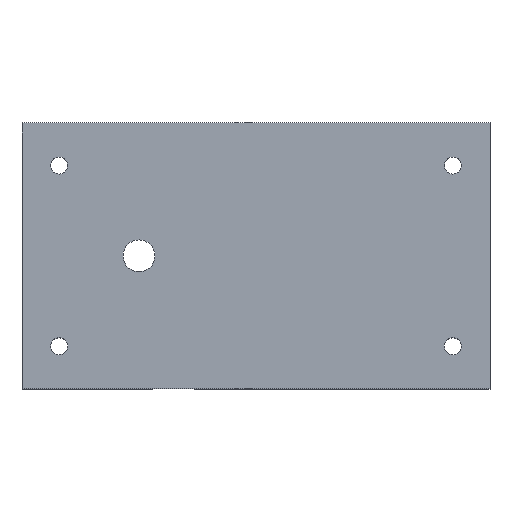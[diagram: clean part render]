
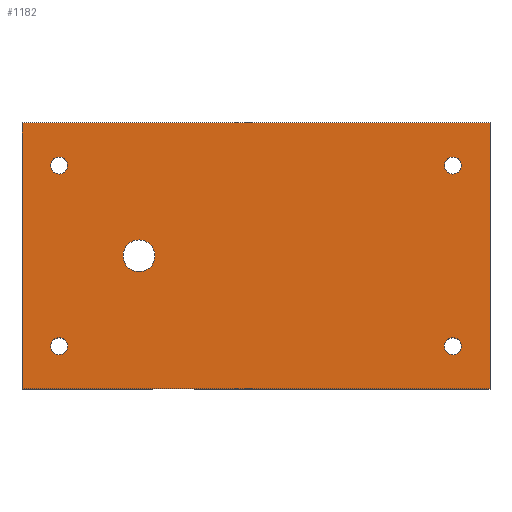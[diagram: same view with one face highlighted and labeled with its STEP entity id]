
A CAD part, top view. The second image highlights one B-rep face of the part: STEP entity #1182.
In plain terms, the highlighted planar face has unit normal (0, 0, 1).
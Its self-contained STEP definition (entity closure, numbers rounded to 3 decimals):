
#959 = VERTEX_POINT('',#960);
#960 = CARTESIAN_POINT('',(-38.6,-17.,3.));
#968 = EDGE_CURVE('',#959,#959,#969,.T.);
#969 = CIRCLE('',#970,1.6);
#970 = AXIS2_PLACEMENT_3D('',#971,#972,#973);
#971 = CARTESIAN_POINT('',(-37.,-17.,3.));
#972 = DIRECTION('',(0.,-0.,1.));
#973 = DIRECTION('',(-1.,0.,0.));
#984 = VERTEX_POINT('',#985);
#985 = CARTESIAN_POINT('',(38.6,-17.,3.));
#993 = EDGE_CURVE('',#984,#984,#994,.T.);
#994 = CIRCLE('',#995,1.6);
#995 = AXIS2_PLACEMENT_3D('',#996,#997,#998);
#996 = CARTESIAN_POINT('',(37.,-17.,3.));
#997 = DIRECTION('',(0.,0.,1.));
#998 = DIRECTION('',(1.,0.,0.));
#1029 = VERTEX_POINT('',#1030);
#1030 = CARTESIAN_POINT('',(-38.6,17.,3.));
#1038 = EDGE_CURVE('',#1029,#1029,#1039,.T.);
#1039 = CIRCLE('',#1040,1.6);
#1040 = AXIS2_PLACEMENT_3D('',#1041,#1042,#1043);
#1041 = CARTESIAN_POINT('',(-37.,17.,3.));
#1042 = DIRECTION('',(0.,0.,1.));
#1043 = DIRECTION('',(-1.,0.,0.));
#1054 = VERTEX_POINT('',#1055);
#1055 = CARTESIAN_POINT('',(38.6,17.,3.));
#1063 = EDGE_CURVE('',#1054,#1054,#1064,.T.);
#1064 = CIRCLE('',#1065,1.6);
#1065 = AXIS2_PLACEMENT_3D('',#1066,#1067,#1068);
#1066 = CARTESIAN_POINT('',(37.,17.,3.));
#1067 = DIRECTION('',(0.,0.,1.));
#1068 = DIRECTION('',(1.,0.,0.));
#1079 = VERTEX_POINT('',#1080);
#1080 = CARTESIAN_POINT('',(-44.,25.,3.));
#1088 = VERTEX_POINT('',#1089);
#1089 = CARTESIAN_POINT('',(-44.,-25.,3.));
#1095 = EDGE_CURVE('',#1079,#1088,#1096,.T.);
#1096 = LINE('',#1097,#1098);
#1097 = CARTESIAN_POINT('',(-44.,25.,3.));
#1098 = VECTOR('',#1099,1.);
#1099 = DIRECTION('',(0.,-1.,0.));
#1110 = VERTEX_POINT('',#1111);
#1111 = CARTESIAN_POINT('',(44.,25.,3.));
#1123 = EDGE_CURVE('',#1110,#1079,#1124,.T.);
#1124 = LINE('',#1125,#1126);
#1125 = CARTESIAN_POINT('',(44.,25.,3.));
#1126 = VECTOR('',#1127,1.);
#1127 = DIRECTION('',(-1.,0.,0.));
#1137 = EDGE_CURVE('',#1088,#1138,#1140,.T.);
#1138 = VERTEX_POINT('',#1139);
#1139 = CARTESIAN_POINT('',(44.,-25.,3.));
#1140 = LINE('',#1141,#1142);
#1141 = CARTESIAN_POINT('',(-44.,-25.,3.));
#1142 = VECTOR('',#1143,1.);
#1143 = DIRECTION('',(1.,0.,0.));
#1165 = EDGE_CURVE('',#1138,#1110,#1166,.T.);
#1166 = LINE('',#1167,#1168);
#1167 = CARTESIAN_POINT('',(44.,-25.,3.));
#1168 = VECTOR('',#1169,1.);
#1169 = DIRECTION('',(0.,1.,0.));
#1182 = ADVANCED_FACE('',(#1183,#1189,#1192,#1195,#1206,#1209),#1212,.T.
  );
#1183 = FACE_BOUND('',#1184,.T.);
#1184 = EDGE_LOOP('',(#1185,#1186,#1187,#1188));
#1185 = ORIENTED_EDGE('',*,*,#1095,.T.);
#1186 = ORIENTED_EDGE('',*,*,#1137,.T.);
#1187 = ORIENTED_EDGE('',*,*,#1165,.T.);
#1188 = ORIENTED_EDGE('',*,*,#1123,.T.);
#1189 = FACE_BOUND('',#1190,.T.);
#1190 = EDGE_LOOP('',(#1191));
#1191 = ORIENTED_EDGE('',*,*,#968,.F.);
#1192 = FACE_BOUND('',#1193,.T.);
#1193 = EDGE_LOOP('',(#1194));
#1194 = ORIENTED_EDGE('',*,*,#993,.F.);
#1195 = FACE_BOUND('',#1196,.T.);
#1196 = EDGE_LOOP('',(#1197));
#1197 = ORIENTED_EDGE('',*,*,#1198,.F.);
#1198 = EDGE_CURVE('',#1199,#1199,#1201,.T.);
#1199 = VERTEX_POINT('',#1200);
#1200 = CARTESIAN_POINT('',(-25.,0.,3.));
#1201 = CIRCLE('',#1202,3.);
#1202 = AXIS2_PLACEMENT_3D('',#1203,#1204,#1205);
#1203 = CARTESIAN_POINT('',(-22.,0.,3.));
#1204 = DIRECTION('',(0.,-0.,1.));
#1205 = DIRECTION('',(-1.,0.,0.));
#1206 = FACE_BOUND('',#1207,.T.);
#1207 = EDGE_LOOP('',(#1208));
#1208 = ORIENTED_EDGE('',*,*,#1038,.F.);
#1209 = FACE_BOUND('',#1210,.T.);
#1210 = EDGE_LOOP('',(#1211));
#1211 = ORIENTED_EDGE('',*,*,#1063,.F.);
#1212 = PLANE('',#1213);
#1213 = AXIS2_PLACEMENT_3D('',#1214,#1215,#1216);
#1214 = CARTESIAN_POINT('',(0.,0.,3.));
#1215 = DIRECTION('',(0.,0.,1.));
#1216 = DIRECTION('',(1.,0.,0.));
